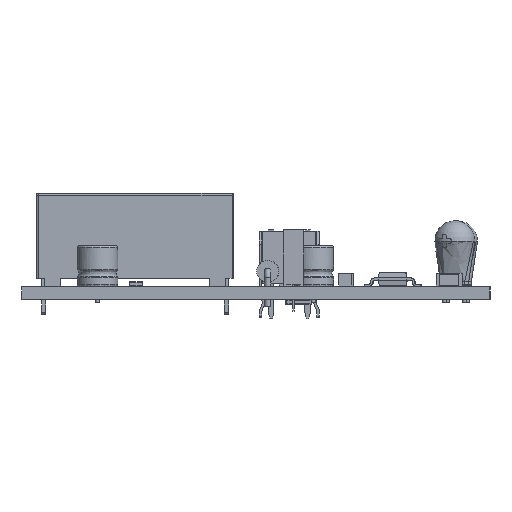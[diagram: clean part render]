
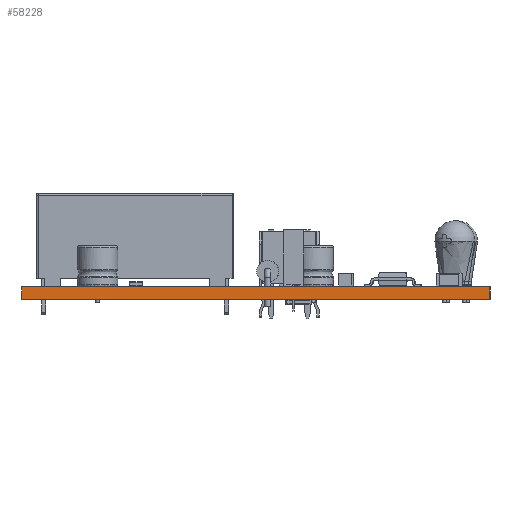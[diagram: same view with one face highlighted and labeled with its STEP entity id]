
A CAD part, left-side view. The second image highlights one B-rep face of the part: STEP entity #58228.
In plain terms, the highlighted planar face has unit normal (-1, 0, 0).
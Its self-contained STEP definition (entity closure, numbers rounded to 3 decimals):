
#58047 = PLANE('',#58048);
#58048 = AXIS2_PLACEMENT_3D('',#58049,#58050,#58051);
#58049 = CARTESIAN_POINT('',(175.45,-115.6,0.));
#58050 = DIRECTION('',(0.,-1.,0.));
#58051 = DIRECTION('',(-1.,0.,0.));
#58072 = VERTEX_POINT('',#58073);
#58073 = CARTESIAN_POINT('',(95.9,-115.6,1.58));
#58087 = PLANE('',#58088);
#58088 = AXIS2_PLACEMENT_3D('',#58089,#58090,#58091);
#58089 = CARTESIAN_POINT('',(135.675,-86.65,1.58));
#58090 = DIRECTION('',(-0.,-0.,-1.));
#58091 = DIRECTION('',(-1.,0.,0.));
#58099 = EDGE_CURVE('',#58100,#58072,#58102,.T.);
#58100 = VERTEX_POINT('',#58101);
#58101 = CARTESIAN_POINT('',(95.9,-115.6,0.));
#58102 = SURFACE_CURVE('',#58103,(#58107,#58114),.PCURVE_S1.);
#58103 = LINE('',#58104,#58105);
#58104 = CARTESIAN_POINT('',(95.9,-115.6,0.));
#58105 = VECTOR('',#58106,1.);
#58106 = DIRECTION('',(0.,0.,1.));
#58107 = PCURVE('',#58047,#58108);
#58108 = DEFINITIONAL_REPRESENTATION('',(#58109),#58113);
#58109 = LINE('',#58110,#58111);
#58110 = CARTESIAN_POINT('',(79.55,0.));
#58111 = VECTOR('',#58112,1.);
#58112 = DIRECTION('',(0.,-1.));
#58113 = ( GEOMETRIC_REPRESENTATION_CONTEXT(2) 
PARAMETRIC_REPRESENTATION_CONTEXT() REPRESENTATION_CONTEXT('2D SPACE',''
  ) );
#58114 = PCURVE('',#58115,#58120);
#58115 = PLANE('',#58116);
#58116 = AXIS2_PLACEMENT_3D('',#58117,#58118,#58119);
#58117 = CARTESIAN_POINT('',(95.9,-115.6,0.));
#58118 = DIRECTION('',(-1.,0.,0.));
#58119 = DIRECTION('',(0.,1.,0.));
#58120 = DEFINITIONAL_REPRESENTATION('',(#58121),#58125);
#58121 = LINE('',#58122,#58123);
#58122 = CARTESIAN_POINT('',(0.,0.));
#58123 = VECTOR('',#58124,1.);
#58124 = DIRECTION('',(0.,-1.));
#58125 = ( GEOMETRIC_REPRESENTATION_CONTEXT(2) 
PARAMETRIC_REPRESENTATION_CONTEXT() REPRESENTATION_CONTEXT('2D SPACE',''
  ) );
#58141 = PLANE('',#58142);
#58142 = AXIS2_PLACEMENT_3D('',#58143,#58144,#58145);
#58143 = CARTESIAN_POINT('',(135.675,-86.65,0.));
#58144 = DIRECTION('',(-0.,-0.,-1.));
#58145 = DIRECTION('',(-1.,0.,0.));
#58174 = PLANE('',#58175);
#58175 = AXIS2_PLACEMENT_3D('',#58176,#58177,#58178);
#58176 = CARTESIAN_POINT('',(95.9,-57.7,0.));
#58177 = DIRECTION('',(0.,1.,0.));
#58178 = DIRECTION('',(1.,0.,0.));
#58228 = ADVANCED_FACE('',(#58229),#58115,.T.);
#58229 = FACE_BOUND('',#58230,.T.);
#58230 = EDGE_LOOP('',(#58231,#58232,#58255,#58278));
#58231 = ORIENTED_EDGE('',*,*,#58099,.T.);
#58232 = ORIENTED_EDGE('',*,*,#58233,.T.);
#58233 = EDGE_CURVE('',#58072,#58234,#58236,.T.);
#58234 = VERTEX_POINT('',#58235);
#58235 = CARTESIAN_POINT('',(95.9,-57.7,1.58));
#58236 = SURFACE_CURVE('',#58237,(#58241,#58248),.PCURVE_S1.);
#58237 = LINE('',#58238,#58239);
#58238 = CARTESIAN_POINT('',(95.9,-115.6,1.58));
#58239 = VECTOR('',#58240,1.);
#58240 = DIRECTION('',(0.,1.,0.));
#58241 = PCURVE('',#58115,#58242);
#58242 = DEFINITIONAL_REPRESENTATION('',(#58243),#58247);
#58243 = LINE('',#58244,#58245);
#58244 = CARTESIAN_POINT('',(0.,-1.58));
#58245 = VECTOR('',#58246,1.);
#58246 = DIRECTION('',(1.,0.));
#58247 = ( GEOMETRIC_REPRESENTATION_CONTEXT(2) 
PARAMETRIC_REPRESENTATION_CONTEXT() REPRESENTATION_CONTEXT('2D SPACE',''
  ) );
#58248 = PCURVE('',#58087,#58249);
#58249 = DEFINITIONAL_REPRESENTATION('',(#58250),#58254);
#58250 = LINE('',#58251,#58252);
#58251 = CARTESIAN_POINT('',(39.775,-28.95));
#58252 = VECTOR('',#58253,1.);
#58253 = DIRECTION('',(0.,1.));
#58254 = ( GEOMETRIC_REPRESENTATION_CONTEXT(2) 
PARAMETRIC_REPRESENTATION_CONTEXT() REPRESENTATION_CONTEXT('2D SPACE',''
  ) );
#58255 = ORIENTED_EDGE('',*,*,#58256,.F.);
#58256 = EDGE_CURVE('',#58257,#58234,#58259,.T.);
#58257 = VERTEX_POINT('',#58258);
#58258 = CARTESIAN_POINT('',(95.9,-57.7,0.));
#58259 = SURFACE_CURVE('',#58260,(#58264,#58271),.PCURVE_S1.);
#58260 = LINE('',#58261,#58262);
#58261 = CARTESIAN_POINT('',(95.9,-57.7,0.));
#58262 = VECTOR('',#58263,1.);
#58263 = DIRECTION('',(0.,0.,1.));
#58264 = PCURVE('',#58115,#58265);
#58265 = DEFINITIONAL_REPRESENTATION('',(#58266),#58270);
#58266 = LINE('',#58267,#58268);
#58267 = CARTESIAN_POINT('',(57.9,0.));
#58268 = VECTOR('',#58269,1.);
#58269 = DIRECTION('',(0.,-1.));
#58270 = ( GEOMETRIC_REPRESENTATION_CONTEXT(2) 
PARAMETRIC_REPRESENTATION_CONTEXT() REPRESENTATION_CONTEXT('2D SPACE',''
  ) );
#58271 = PCURVE('',#58174,#58272);
#58272 = DEFINITIONAL_REPRESENTATION('',(#58273),#58277);
#58273 = LINE('',#58274,#58275);
#58274 = CARTESIAN_POINT('',(0.,0.));
#58275 = VECTOR('',#58276,1.);
#58276 = DIRECTION('',(0.,-1.));
#58277 = ( GEOMETRIC_REPRESENTATION_CONTEXT(2) 
PARAMETRIC_REPRESENTATION_CONTEXT() REPRESENTATION_CONTEXT('2D SPACE',''
  ) );
#58278 = ORIENTED_EDGE('',*,*,#58279,.F.);
#58279 = EDGE_CURVE('',#58100,#58257,#58280,.T.);
#58280 = SURFACE_CURVE('',#58281,(#58285,#58292),.PCURVE_S1.);
#58281 = LINE('',#58282,#58283);
#58282 = CARTESIAN_POINT('',(95.9,-115.6,0.));
#58283 = VECTOR('',#58284,1.);
#58284 = DIRECTION('',(0.,1.,0.));
#58285 = PCURVE('',#58115,#58286);
#58286 = DEFINITIONAL_REPRESENTATION('',(#58287),#58291);
#58287 = LINE('',#58288,#58289);
#58288 = CARTESIAN_POINT('',(0.,0.));
#58289 = VECTOR('',#58290,1.);
#58290 = DIRECTION('',(1.,0.));
#58291 = ( GEOMETRIC_REPRESENTATION_CONTEXT(2) 
PARAMETRIC_REPRESENTATION_CONTEXT() REPRESENTATION_CONTEXT('2D SPACE',''
  ) );
#58292 = PCURVE('',#58141,#58293);
#58293 = DEFINITIONAL_REPRESENTATION('',(#58294),#58298);
#58294 = LINE('',#58295,#58296);
#58295 = CARTESIAN_POINT('',(39.775,-28.95));
#58296 = VECTOR('',#58297,1.);
#58297 = DIRECTION('',(0.,1.));
#58298 = ( GEOMETRIC_REPRESENTATION_CONTEXT(2) 
PARAMETRIC_REPRESENTATION_CONTEXT() REPRESENTATION_CONTEXT('2D SPACE',''
  ) );
